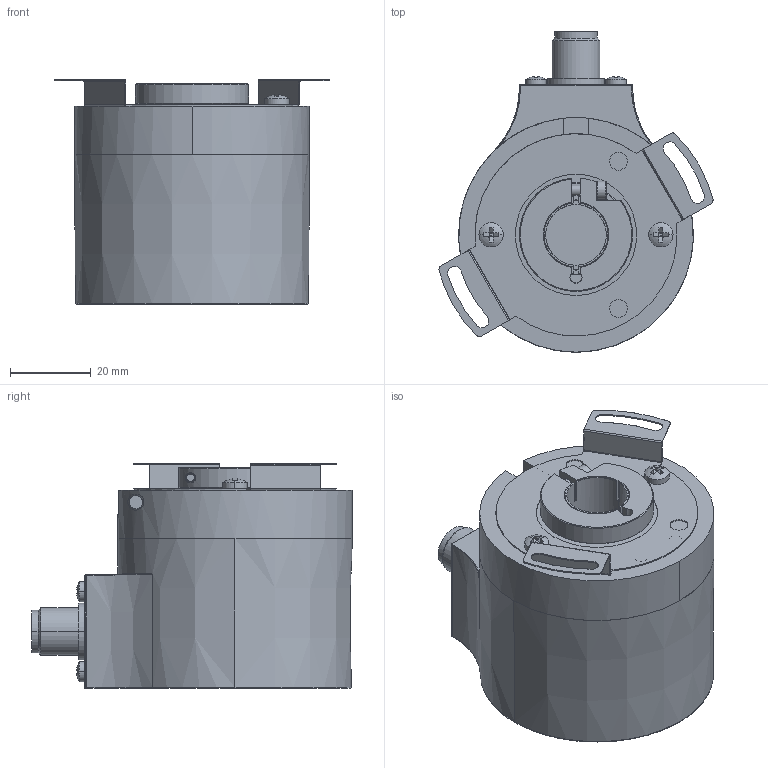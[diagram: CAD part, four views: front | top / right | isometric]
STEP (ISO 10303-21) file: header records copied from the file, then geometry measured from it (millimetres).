
FILE_DESCRIPTION((''),'2;1');
FILE_NAME('EMC59_2','2014-09-12T',('lika51'),(''),'PRO/ENGINEER BY PARAMETRIC TECHNOLOGY CORPORATION, 2010180','PRO/ENGINEER BY PARAMETRIC TECHNOLOGY CORPORATION, 2010180','');
FILE_SCHEMA(('CONFIG_CONTROL_DESIGN'));
Length unit declared in the file: millimetre
Products named in the file (1): EMC59_2
Bounding box: 67.78 x 79.34 x 55.5 mm (x, y, z)
Volume: 56337.4 mm3; surface area: 41649.7 mm2
Topology: 35 solids, 64 shells, 1786 faces, 5454 edges, 3338 vertices
Faces by surface type: plane 1127, cylinder 341, cone 147, sphere 76, torus 69, bspline 26
Entity records: 61844 total; most frequent: CARTESIAN_POINT 13403, ORIENTED_EDGE 10572, DIRECTION 9833, EDGE_CURVE 5312, VERTEX_POINT 3338, AXIS2_PLACEMENT_3D 3285, VECTOR 3263, LINE 3263
